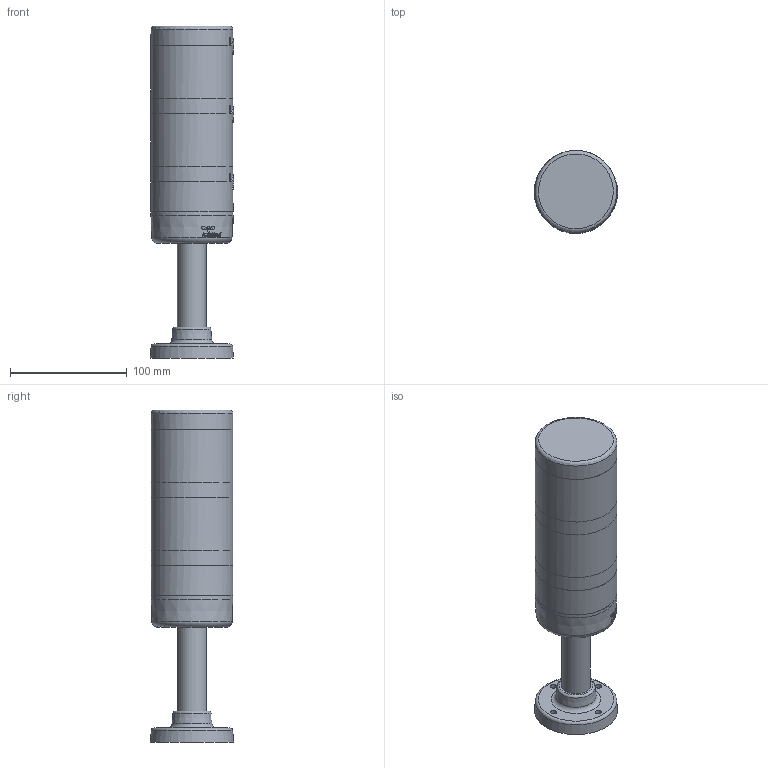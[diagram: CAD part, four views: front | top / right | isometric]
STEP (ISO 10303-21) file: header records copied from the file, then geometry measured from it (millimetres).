
FILE_DESCRIPTION(/* description */ (''),/* implementation_level */ '2;1');
FILE_NAME(/* name */ 'PC7-Q02_AuerSignal.stp',/* time_stamp */ '2021-06-01T15:01:44+02:00',/* author */ (''),/* organization */ (''),/* preprocessor_version */ 'ST-DEVELOPER v16',/* originating_system */ 'SIEMENS PLM Software NX 10.0',/* authorisation */ '');
FILE_SCHEMA (('AUTOMOTIVE_DESIGN { 1 0 10303 214 3 1 1 1 }'));
Length unit declared in the file: millimetre
Products named in the file (1): P.Ge33DC35000w85
Bounding box: 71.33 x 71.07 x 283.95 mm (x, y, z)
Volume: 804196.5 mm3; surface area: 118203.5 mm2
Topology: 5 solids, 7 shells, 127 faces, 364 edges, 283 vertices
Faces by surface type: plane 52, cone 35, cylinder 30, bspline 5, torus 5
Full cylindrical faces by diameter (mm): 5.2 x4, 24.3 x1, 24.6 x2, 24.8 x1, 62 x2, 62.8 x6, 70 x7
Entity records: 5362 total; most frequent: CARTESIAN_POINT 1529, ORIENTED_EDGE 614, DIRECTION 597, EDGE_CURVE 307, AXIS2_PLACEMENT_3D 266, VERTEX_POINT 262, EDGE_LOOP 205, FACE_BOUND 132
